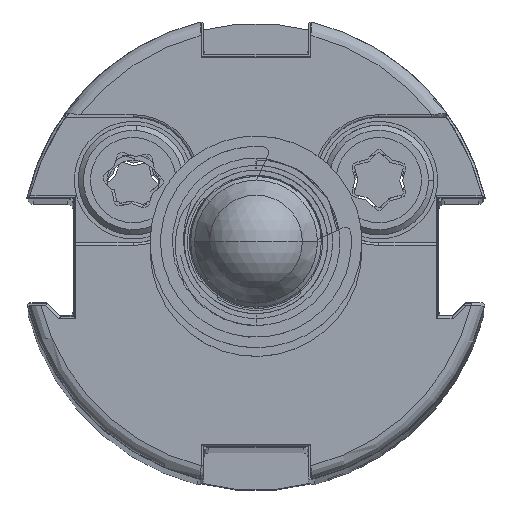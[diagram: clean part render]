
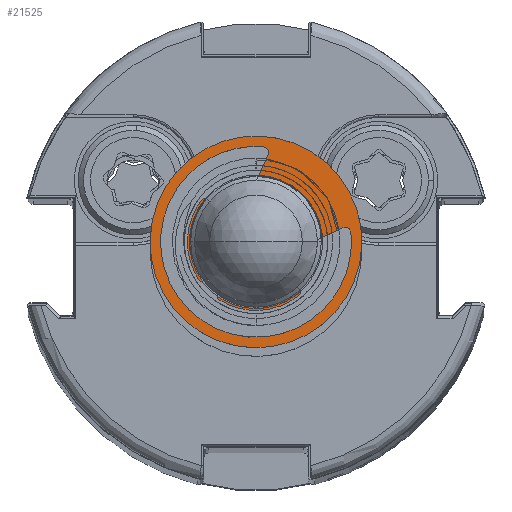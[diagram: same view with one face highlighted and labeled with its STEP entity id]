
A CAD part, top view. The second image highlights one B-rep face of the part: STEP entity #21525.
In plain terms, the highlighted planar face has unit normal (0, 0, 1).
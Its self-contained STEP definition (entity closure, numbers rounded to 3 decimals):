
#603 = VERTEX_POINT ( 'NONE', #34063 ) ;
#2058 = DIRECTION ( 'NONE',  ( 0.203, 0.979, 0. ) ) ;
#3255 = ORIENTED_EDGE ( 'NONE', *, *, #3483, .F. ) ;
#3483 = EDGE_CURVE ( 'NONE', #28539, #603, #26402, .T. ) ;
#4484 = CARTESIAN_POINT ( 'NONE',  ( 0., 0., 327.7 ) ) ;
#4803 = AXIS2_PLACEMENT_3D ( 'NONE', #25619, #9439, #28345 ) ;
#5088 = AXIS2_PLACEMENT_3D ( 'NONE', #4484, #23400, #7197 ) ;
#5633 = EDGE_LOOP ( 'NONE', ( #16593, #3255 ) ) ;
#5728 = ORIENTED_EDGE ( 'NONE', *, *, #28157, .T. ) ;
#6575 = PLANE ( 'NONE',  #4803 ) ;
#7064 = AXIS2_PLACEMENT_3D ( 'NONE', #27958, #11769, #30669 ) ;
#7197 = DIRECTION ( 'NONE',  ( 0.203, 0.979, 0. ) ) ;
#8489 = CARTESIAN_POINT ( 'NONE',  ( 0.823, 3.966, 327.7 ) ) ;
#9439 = DIRECTION ( 'NONE',  ( 0., 0., 1. ) ) ;
#10728 = CARTESIAN_POINT ( 'NONE',  ( -0.823, -3.966, 327.7 ) ) ;
#11769 = DIRECTION ( 'NONE',  ( 0., 0., 1. ) ) ;
#13690 = CIRCLE ( 'NONE', #5088, 4.05 ) ;
#14399 = CIRCLE ( 'NONE', #7064, 2.55 ) ;
#14927 = CARTESIAN_POINT ( 'NONE',  ( 0., 0., 327.7 ) ) ;
#16593 = ORIENTED_EDGE ( 'NONE', *, *, #22513, .F. ) ;
#16721 = EDGE_CURVE ( 'NONE', #24408, #29486, #13690, .T. ) ;
#17646 = DIRECTION ( 'NONE',  ( 0.203, 0.979, 0. ) ) ;
#18291 = DIRECTION ( 'NONE',  ( 0., 0., 1. ) ) ;
#18852 = AXIS2_PLACEMENT_3D ( 'NONE', #14927, #33833, #17646 ) ;
#19371 = ORIENTED_EDGE ( 'NONE', *, *, #16721, .T. ) ;
#21525 = ADVANCED_FACE ( 'NONE', ( #35096, #27878 ), #6575, .T. ) ;
#22513 = EDGE_CURVE ( 'NONE', #603, #28539, #14399, .T. ) ;
#22867 = EDGE_LOOP ( 'NONE', ( #5728, #19371 ) ) ;
#23400 = DIRECTION ( 'NONE',  ( 0., 0., 1. ) ) ;
#24408 = VERTEX_POINT ( 'NONE', #8489 ) ;
#25619 = CARTESIAN_POINT ( 'NONE',  ( 0., 0., 327.7 ) ) ;
#26402 = CIRCLE ( 'NONE', #31647, 2.55 ) ;
#27878 = FACE_BOUND ( 'NONE', #5633, .T. ) ;
#27958 = CARTESIAN_POINT ( 'NONE',  ( 0., 0., 327.7 ) ) ;
#28157 = EDGE_CURVE ( 'NONE', #29486, #24408, #31250, .T. ) ;
#28345 = DIRECTION ( 'NONE',  ( 0.203, 0.979, 0. ) ) ;
#28539 = VERTEX_POINT ( 'NONE', #35131 ) ;
#29486 = VERTEX_POINT ( 'NONE', #10728 ) ;
#30669 = DIRECTION ( 'NONE',  ( 0.203, 0.979, 0. ) ) ;
#31250 = CIRCLE ( 'NONE', #18852, 4.05 ) ;
#31647 = AXIS2_PLACEMENT_3D ( 'NONE', #34474, #18291, #2058 ) ;
#33833 = DIRECTION ( 'NONE',  ( 0., 0., 1. ) ) ;
#34063 = CARTESIAN_POINT ( 'NONE',  ( 0.518, 2.497, 327.7 ) ) ;
#34474 = CARTESIAN_POINT ( 'NONE',  ( 0., 0., 327.7 ) ) ;
#35096 = FACE_OUTER_BOUND ( 'NONE', #22867, .T. ) ;
#35131 = CARTESIAN_POINT ( 'NONE',  ( -0.518, -2.497, 327.7 ) ) ;
